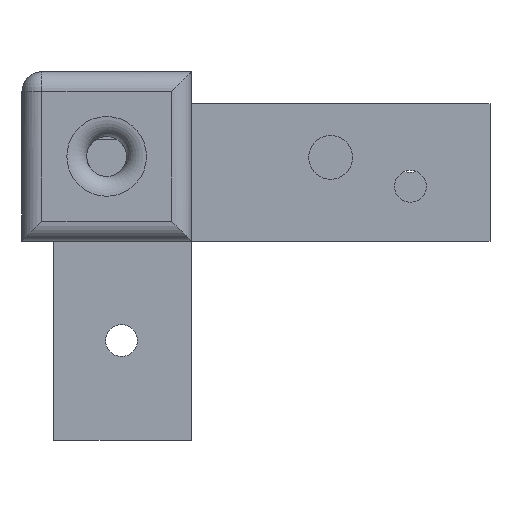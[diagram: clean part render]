
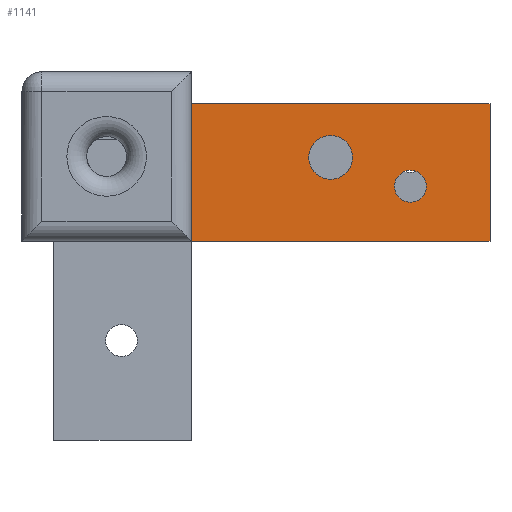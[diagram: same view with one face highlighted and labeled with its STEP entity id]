
A CAD part, front view. The second image highlights one B-rep face of the part: STEP entity #1141.
In plain terms, the highlighted planar face has unit normal (0, -1, 0).
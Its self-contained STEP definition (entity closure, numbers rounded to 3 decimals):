
#72=FACE_BOUND('',#261,.T.);
#73=FACE_BOUND('',#262,.T.);
#116=CIRCLE('',#1226,0.8);
#118=CIRCLE('',#1229,1.1);
#179=FACE_OUTER_BOUND('',#260,.T.);
#260=EDGE_LOOP('',(#1003,#1004,#1005,#1006));
#261=EDGE_LOOP('',(#1007));
#262=EDGE_LOOP('',(#1008));
#288=LINE('',#1653,#393);
#349=LINE('',#1879,#454);
#370=LINE('',#1925,#475);
#371=LINE('',#1927,#476);
#393=VECTOR('',#1300,10.);
#454=VECTOR('',#1547,10.);
#475=VECTOR('',#1594,10.);
#476=VECTOR('',#1597,10.);
#498=VERTEX_POINT('',#1650);
#499=VERTEX_POINT('',#1652);
#559=VERTEX_POINT('',#1807);
#561=VERTEX_POINT('',#1813);
#571=VERTEX_POINT('',#1877);
#583=VERTEX_POINT('',#1923);
#599=EDGE_CURVE('',#499,#498,#288,.T.);
#674=EDGE_CURVE('',#559,#559,#116,.T.);
#677=EDGE_CURVE('',#561,#561,#118,.T.);
#710=EDGE_CURVE('',#498,#571,#349,.T.);
#733=EDGE_CURVE('',#571,#583,#370,.T.);
#734=EDGE_CURVE('',#499,#583,#371,.T.);
#1003=ORIENTED_EDGE('',*,*,#710,.T.);
#1004=ORIENTED_EDGE('',*,*,#733,.T.);
#1005=ORIENTED_EDGE('',*,*,#734,.F.);
#1006=ORIENTED_EDGE('',*,*,#599,.T.);
#1007=ORIENTED_EDGE('',*,*,#677,.T.);
#1008=ORIENTED_EDGE('',*,*,#674,.T.);
#1080=PLANE('',#1271);
#1141=ADVANCED_FACE('',(#179,#72,#73),#1080,.F.);
#1226=AXIS2_PLACEMENT_3D('',#1808,#1456,#1457);
#1229=AXIS2_PLACEMENT_3D('',#1814,#1463,#1464);
#1271=AXIS2_PLACEMENT_3D('',#1926,#1595,#1596);
#1300=DIRECTION('',(1.,0.,0.));
#1456=DIRECTION('center_axis',(0.,1.,0.));
#1457=DIRECTION('ref_axis',(0.,0.,1.));
#1463=DIRECTION('center_axis',(0.,1.,0.));
#1464=DIRECTION('ref_axis',(0.,0.,1.));
#1547=DIRECTION('',(0.,0.,1.));
#1594=DIRECTION('',(-1.,0.,0.));
#1595=DIRECTION('center_axis',(0.,1.,0.));
#1596=DIRECTION('ref_axis',(0.,0.,1.));
#1597=DIRECTION('',(0.,0.,1.));
#1650=CARTESIAN_POINT('',(23.5,-102.,0.));
#1652=CARTESIAN_POINT('',(8.5,-102.,0.));
#1653=CARTESIAN_POINT('',(11.75,-102.,0.));
#1807=CARTESIAN_POINT('',(19.5,-102.,1.95));
#1808=CARTESIAN_POINT('Origin',(19.5,-102.,2.75));
#1813=CARTESIAN_POINT('',(15.5,-102.,3.1));
#1814=CARTESIAN_POINT('Origin',(15.5,-102.,4.2));
#1877=CARTESIAN_POINT('',(23.5,-102.,6.9));
#1879=CARTESIAN_POINT('',(23.5,-102.,4.25));
#1923=CARTESIAN_POINT('',(8.5,-102.,6.9));
#1925=CARTESIAN_POINT('',(16.,-102.,6.9));
#1926=CARTESIAN_POINT('Origin',(23.5,-102.,8.5));
#1927=CARTESIAN_POINT('',(8.5,-102.,8.5));
